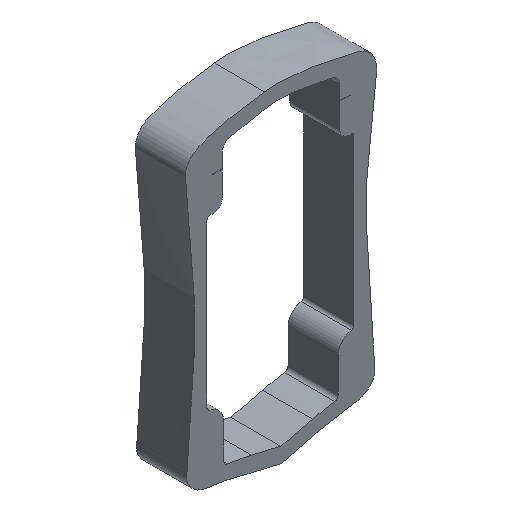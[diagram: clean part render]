
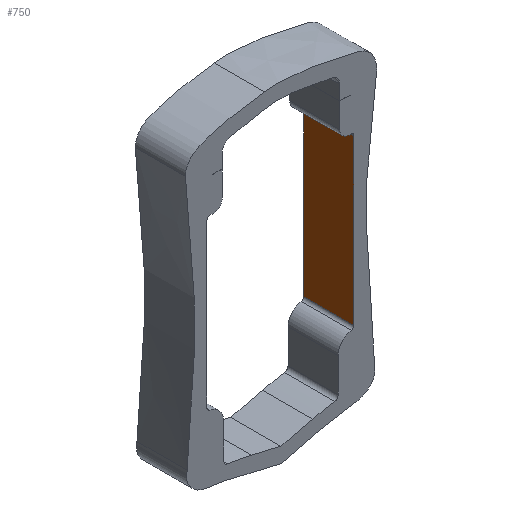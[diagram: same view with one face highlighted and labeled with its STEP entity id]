
A CAD part, isometric view. The second image highlights one B-rep face of the part: STEP entity #750.
In plain terms, the highlighted planar face has unit normal (-1, 0, 0).
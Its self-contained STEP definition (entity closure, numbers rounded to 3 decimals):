
#91=LINE('',#2975,#153);
#108=LINE('',#3817,#170);
#112=LINE('',#3827,#174);
#114=LINE('',#3830,#176);
#153=VECTOR('',#914,10.);
#170=VECTOR('',#963,10.);
#174=VECTOR('',#975,10.);
#176=VECTOR('',#979,10.);
#201=PLANE('',#829);
#227=FACE_OUTER_BOUND('',#269,.T.);
#269=EDGE_LOOP('',(#638,#639,#640,#641));
#351=VERTEX_POINT('',#2972);
#352=VERTEX_POINT('',#2974);
#384=VERTEX_POINT('',#3814);
#385=VERTEX_POINT('',#3816);
#438=EDGE_CURVE('',#352,#351,#91,.F.);
#475=EDGE_CURVE('',#384,#385,#108,.F.);
#481=EDGE_CURVE('',#352,#384,#112,.T.);
#483=EDGE_CURVE('',#385,#351,#114,.T.);
#638=ORIENTED_EDGE('',*,*,#481,.F.);
#639=ORIENTED_EDGE('',*,*,#438,.T.);
#640=ORIENTED_EDGE('',*,*,#483,.F.);
#641=ORIENTED_EDGE('',*,*,#475,.F.);
#750=ADVANCED_FACE('',(#227),#201,.T.);
#829=AXIS2_PLACEMENT_3D('',#3829,#977,#978);
#914=DIRECTION('',(0.,0.,-1.));
#963=DIRECTION('',(0.,0.,-1.));
#975=DIRECTION('',(0.,1.,0.));
#977=DIRECTION('center_axis',(-1.,0.,0.));
#978=DIRECTION('ref_axis',(0.,0.,1.));
#979=DIRECTION('',(0.,-1.,0.));
#2972=CARTESIAN_POINT('',(46.444,2.,42.993));
#2974=CARTESIAN_POINT('',(46.444,2.,-61.793));
#2975=CARTESIAN_POINT('',(46.444,2.,-43.435));
#3814=CARTESIAN_POINT('',(46.444,34.,-61.793));
#3816=CARTESIAN_POINT('',(46.444,34.,42.993));
#3817=CARTESIAN_POINT('',(46.444,34.,-43.435));
#3827=CARTESIAN_POINT('',(46.444,1.,-61.793));
#3829=CARTESIAN_POINT('Origin',(46.444,0.,-77.67));
#3830=CARTESIAN_POINT('',(46.444,1.,42.993));
